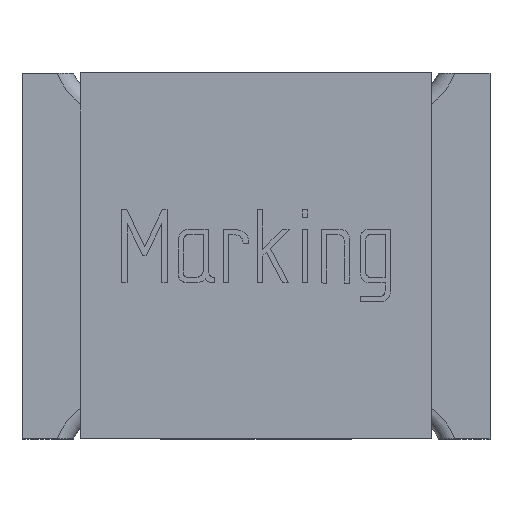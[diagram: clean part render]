
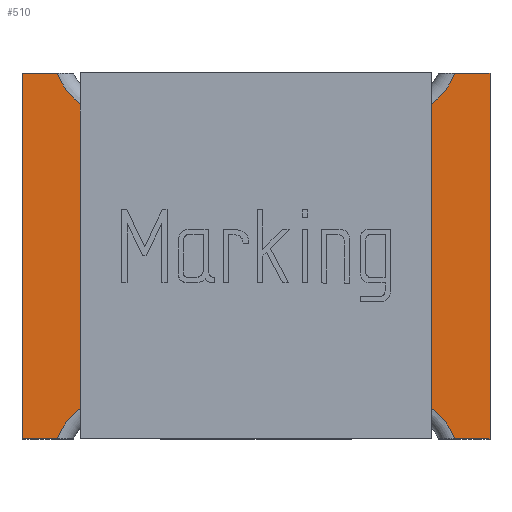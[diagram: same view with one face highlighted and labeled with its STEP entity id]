
A CAD part, top view. The second image highlights one B-rep face of the part: STEP entity #510.
In plain terms, the highlighted planar face has unit normal (0, 0, 1).
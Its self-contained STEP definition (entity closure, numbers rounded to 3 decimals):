
#510 = ADVANCED_FACE( '', ( #1102, #1103 ), #1104, .T. );
#1102 = FACE_OUTER_BOUND( '', #2504, .T. );
#1103 = FACE_BOUND( '', #2505, .T. );
#1104 = PLANE( '', #2506 );
#2504 = EDGE_LOOP( '', ( #5315, #5316, #5317, #5318, #5319, #5320, #5321, #5322, #5323, #5324, #5325, #5326 ) );
#2505 = EDGE_LOOP( '', ( #5327, #5328, #5329, #5330, #5331, #5332, #5333, #5334 ) );
#2506 = AXIS2_PLACEMENT_3D( '', #5335, #5336, #5337 );
#5315 = ORIENTED_EDGE( '', *, *, #6247, .T. );
#5316 = ORIENTED_EDGE( '', *, *, #6585, .T. );
#5317 = ORIENTED_EDGE( '', *, *, #6465, .T. );
#5318 = ORIENTED_EDGE( '', *, *, #6586, .T. );
#5319 = ORIENTED_EDGE( '', *, *, #6587, .T. );
#5320 = ORIENTED_EDGE( '', *, *, #6218, .T. );
#5321 = ORIENTED_EDGE( '', *, *, #6571, .T. );
#5322 = ORIENTED_EDGE( '', *, *, #6588, .T. );
#5323 = ORIENTED_EDGE( '', *, *, #6545, .T. );
#5324 = ORIENTED_EDGE( '', *, *, #6190, .T. );
#5325 = ORIENTED_EDGE( '', *, *, #6589, .T. );
#5326 = ORIENTED_EDGE( '', *, *, #6590, .T. );
#5327 = ORIENTED_EDGE( '', *, *, #6343, .F. );
#5328 = ORIENTED_EDGE( '', *, *, #6591, .T. );
#5329 = ORIENTED_EDGE( '', *, *, #6397, .F. );
#5330 = ORIENTED_EDGE( '', *, *, #6580, .T. );
#5331 = ORIENTED_EDGE( '', *, *, #6592, .F. );
#5332 = ORIENTED_EDGE( '', *, *, #6304, .T. );
#5333 = ORIENTED_EDGE( '', *, *, #6593, .F. );
#5334 = ORIENTED_EDGE( '', *, *, #6483, .T. );
#5335 = CARTESIAN_POINT( '', ( -1.6, -1.25, 0. ) );
#5336 = DIRECTION( '', ( 0., 0., 1. ) );
#5337 = DIRECTION( '', ( 1., 0., 0. ) );
#6190 = EDGE_CURVE( '', #6858, #6856, #6859, .T. );
#6218 = EDGE_CURVE( '', #6901, #6905, #6907, .F. );
#6247 = EDGE_CURVE( '', #6959, #6957, #6960, .T. );
#6304 = EDGE_CURVE( '', #7054, #7052, #7055, .F. );
#6343 = EDGE_CURVE( '', #7117, #7118, #7119, .T. );
#6397 = EDGE_CURVE( '', #7209, #7211, #7212, .T. );
#6465 = EDGE_CURVE( '', #7314, #7312, #7315, .T. );
#6483 = EDGE_CURVE( '', #7341, #7118, #7342, .F. );
#6545 = EDGE_CURVE( '', #7428, #6858, #7429, .T. );
#6571 = EDGE_CURVE( '', #6905, #7465, #7466, .T. );
#6580 = EDGE_CURVE( '', #7209, #7476, #7478, .F. );
#6585 = EDGE_CURVE( '', #6957, #7314, #7484, .F. );
#6586 = EDGE_CURVE( '', #7312, #7485, #7486, .T. );
#6587 = EDGE_CURVE( '', #7485, #6901, #7487, .T. );
#6588 = EDGE_CURVE( '', #7465, #7428, #7488, .F. );
#6589 = EDGE_CURVE( '', #6856, #7489, #7490, .T. );
#6590 = EDGE_CURVE( '', #7489, #6959, #7491, .F. );
#6591 = EDGE_CURVE( '', #7117, #7211, #7492, .F. );
#6592 = EDGE_CURVE( '', #7054, #7476, #7493, .T. );
#6593 = EDGE_CURVE( '', #7341, #7052, #7494, .T. );
#6856 = VERTEX_POINT( '', #7841 );
#6858 = VERTEX_POINT( '', #7844 );
#6859 = LINE( '', #7845, #7846 );
#6901 = VERTEX_POINT( '', #7904 );
#6905 = VERTEX_POINT( '', #7923 );
#6907 = CIRCLE( '', #7940, 0.432 );
#6957 = VERTEX_POINT( '', #8013 );
#6959 = VERTEX_POINT( '', #8030 );
#6960 = LINE( '', #8031, #8032 );
#7052 = VERTEX_POINT( '', #8220 );
#7054 = VERTEX_POINT( '', #8223 );
#7055 = CIRCLE( '', #8224, 0.05 );
#7117 = VERTEX_POINT( '', #8306 );
#7118 = VERTEX_POINT( '', #8307 );
#7119 = LINE( '', #8308, #8309 );
#7209 = VERTEX_POINT( '', #8506 );
#7211 = VERTEX_POINT( '', #8509 );
#7212 = LINE( '', #8510, #8511 );
#7312 = VERTEX_POINT( '', #8720 );
#7314 = VERTEX_POINT( '', #8723 );
#7315 = LINE( '', #8724, #8725 );
#7341 = VERTEX_POINT( '', #8783 );
#7342 = CIRCLE( '', #8784, 0.05 );
#7428 = VERTEX_POINT( '', #8969 );
#7429 = LINE( '', #8970, #8971 );
#7465 = VERTEX_POINT( '', #9027 );
#7466 = LINE( '', #9028, #9029 );
#7476 = VERTEX_POINT( '', #9061 );
#7478 = CIRCLE( '', #9064, 0.05 );
#7484 = CIRCLE( '', #9070, 0.432 );
#7485 = VERTEX_POINT( '', #9071 );
#7486 = LINE( '', #9072, #9073 );
#7487 = LINE( '', #9074, #9075 );
#7488 = CIRCLE( '', #9076, 0.432 );
#7489 = VERTEX_POINT( '', #9077 );
#7490 = LINE( '', #9078, #9079 );
#7491 = CIRCLE( '', #9080, 0.432 );
#7492 = CIRCLE( '', #9081, 0.05 );
#7493 = LINE( '', #9082, #9083 );
#7494 = LINE( '', #9084, #9085 );
#7841 = CARTESIAN_POINT( '', ( 1.6, 1.25, 0. ) );
#7844 = CARTESIAN_POINT( '', ( 1.6, -1.25, 0. ) );
#7845 = CARTESIAN_POINT( '', ( 1.6, -1.25, 0. ) );
#7846 = VECTOR( '', #9515, 1000. );
#7904 = CARTESIAN_POINT( '', ( -1.358, -1.25, 0. ) );
#7923 = CARTESIAN_POINT( '', ( -0.542, -1.25, 0. ) );
#7940 = AXIS2_PLACEMENT_3D( '', #9539, #9540, #9541 );
#8013 = CARTESIAN_POINT( '', ( -0.542, 1.25, 0. ) );
#8030 = CARTESIAN_POINT( '', ( 0.542, 1.25, 0. ) );
#8031 = CARTESIAN_POINT( '', ( 1.6, 1.25, 0. ) );
#8032 = VECTOR( '', #9560, 1000. );
#8220 = CARTESIAN_POINT( '', ( -0.5, 0.55, 0. ) );
#8223 = CARTESIAN_POINT( '', ( -0.55, 0.5, 0. ) );
#8224 = AXIS2_PLACEMENT_3D( '', #9611, #9612, #9613 );
#8306 = CARTESIAN_POINT( '', ( 0.55, -0.5, 0. ) );
#8307 = CARTESIAN_POINT( '', ( 0.55, 0.5, 0. ) );
#8308 = CARTESIAN_POINT( '', ( 0.55, -0.55, 0. ) );
#8309 = VECTOR( '', #9649, 1000. );
#8506 = CARTESIAN_POINT( '', ( -0.5, -0.55, 0. ) );
#8509 = CARTESIAN_POINT( '', ( 0.5, -0.55, 0. ) );
#8510 = CARTESIAN_POINT( '', ( -0.55, -0.55, 0. ) );
#8511 = VECTOR( '', #9681, 1000. );
#8720 = CARTESIAN_POINT( '', ( -1.6, 1.25, 0. ) );
#8723 = CARTESIAN_POINT( '', ( -1.358, 1.25, 0. ) );
#8724 = CARTESIAN_POINT( '', ( 1.6, 1.25, 0. ) );
#8725 = VECTOR( '', #9734, 1000. );
#8783 = CARTESIAN_POINT( '', ( 0.5, 0.55, 0. ) );
#8784 = AXIS2_PLACEMENT_3D( '', #9749, #9750, #9751 );
#8969 = CARTESIAN_POINT( '', ( 1.358, -1.25, 0. ) );
#8970 = CARTESIAN_POINT( '', ( -1.6, -1.25, 0. ) );
#8971 = VECTOR( '', #9779, 1000. );
#9027 = CARTESIAN_POINT( '', ( 0.542, -1.25, 0. ) );
#9028 = CARTESIAN_POINT( '', ( -1.6, -1.25, 0. ) );
#9029 = VECTOR( '', #9811, 1000. );
#9061 = CARTESIAN_POINT( '', ( -0.55, -0.5, 0. ) );
#9064 = AXIS2_PLACEMENT_3D( '', #9818, #9819, #9820 );
#9070 = AXIS2_PLACEMENT_3D( '', #9824, #9825, #9826 );
#9071 = CARTESIAN_POINT( '', ( -1.6, -1.25, 0. ) );
#9072 = CARTESIAN_POINT( '', ( -1.6, 1.25, 0. ) );
#9073 = VECTOR( '', #9827, 1000. );
#9074 = CARTESIAN_POINT( '', ( -1.6, -1.25, 0. ) );
#9075 = VECTOR( '', #9828, 1000. );
#9076 = AXIS2_PLACEMENT_3D( '', #9829, #9830, #9831 );
#9077 = CARTESIAN_POINT( '', ( 1.358, 1.25, 0. ) );
#9078 = CARTESIAN_POINT( '', ( 1.6, 1.25, 0. ) );
#9079 = VECTOR( '', #9832, 1000. );
#9080 = AXIS2_PLACEMENT_3D( '', #9833, #9834, #9835 );
#9081 = AXIS2_PLACEMENT_3D( '', #9836, #9837, #9838 );
#9082 = CARTESIAN_POINT( '', ( -0.55, 0.55, 0. ) );
#9083 = VECTOR( '', #9839, 1000. );
#9084 = CARTESIAN_POINT( '', ( 0.55, 0.55, 0. ) );
#9085 = VECTOR( '', #9840, 1000. );
#9515 = DIRECTION( '', ( 0., 1., 0. ) );
#9539 = CARTESIAN_POINT( '', ( -0.95, -1.392, 0. ) );
#9540 = DIRECTION( '', ( 0., 0., 1. ) );
#9541 = DIRECTION( '', ( 1., 0., 0. ) );
#9560 = DIRECTION( '', ( -1., 0., 0. ) );
#9611 = CARTESIAN_POINT( '', ( -0.5, 0.5, 0. ) );
#9612 = DIRECTION( '', ( 0., 0., 1. ) );
#9613 = DIRECTION( '', ( 1., 0., 0. ) );
#9649 = DIRECTION( '', ( 0., 1., 0. ) );
#9681 = DIRECTION( '', ( 1., 0., 0. ) );
#9734 = DIRECTION( '', ( -1., 0., 0. ) );
#9749 = CARTESIAN_POINT( '', ( 0.5, 0.5, 0. ) );
#9750 = DIRECTION( '', ( 0., 0., 1. ) );
#9751 = DIRECTION( '', ( 1., 0., 0. ) );
#9779 = DIRECTION( '', ( 1., 0., 0. ) );
#9811 = DIRECTION( '', ( 1., 0., 0. ) );
#9818 = CARTESIAN_POINT( '', ( -0.5, -0.5, 0. ) );
#9819 = DIRECTION( '', ( 0., 0., 1. ) );
#9820 = DIRECTION( '', ( 1., 0., 0. ) );
#9824 = CARTESIAN_POINT( '', ( -0.95, 1.392, 0. ) );
#9825 = DIRECTION( '', ( 0., 0., 1. ) );
#9826 = DIRECTION( '', ( 1., 0., 0. ) );
#9827 = DIRECTION( '', ( 0., -1., 0. ) );
#9828 = DIRECTION( '', ( 1., 0., 0. ) );
#9829 = CARTESIAN_POINT( '', ( 0.95, -1.392, 0. ) );
#9830 = DIRECTION( '', ( 0., 0., 1. ) );
#9831 = DIRECTION( '', ( 1., 0., 0. ) );
#9832 = DIRECTION( '', ( -1., 0., 0. ) );
#9833 = CARTESIAN_POINT( '', ( 0.95, 1.392, 0. ) );
#9834 = DIRECTION( '', ( 0., 0., 1. ) );
#9835 = DIRECTION( '', ( 1., 0., 0. ) );
#9836 = CARTESIAN_POINT( '', ( 0.5, -0.5, 0. ) );
#9837 = DIRECTION( '', ( 0., 0., 1. ) );
#9838 = DIRECTION( '', ( 1., 0., 0. ) );
#9839 = DIRECTION( '', ( 0., -1., 0. ) );
#9840 = DIRECTION( '', ( -1., 0., 0. ) );
